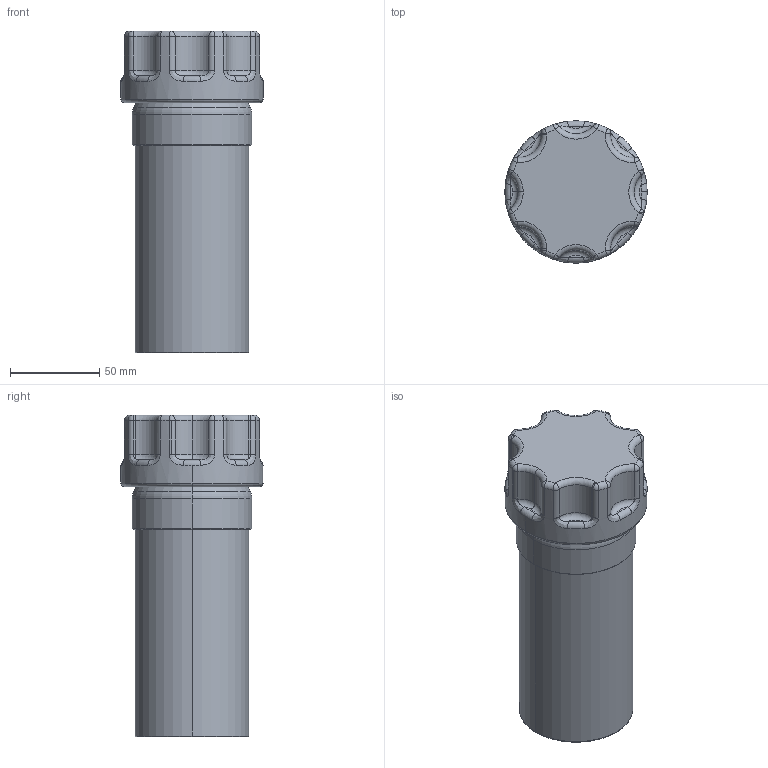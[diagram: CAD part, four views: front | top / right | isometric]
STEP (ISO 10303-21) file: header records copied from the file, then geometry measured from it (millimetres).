
FILE_DESCRIPTION(/* description */ ('Unknown'),/* implementation_level */ '2;1');
FILE_NAME(/* name */ 'OF.10700-001',/* time_stamp */ '2023-07-27T09:33:54+02:00',/* author */ ('Unknown'),/* organization */ ('Unknown'),/* preprocessor_version */ 'ST-DEVELOPER v18.102',/* originating_system */ 'Solid Edge',/* authorisation */ 'Unknown');
FILE_SCHEMA (('AUTOMOTIVE_DESIGN {1 0 10303 214 3 1 1}'));
Length unit declared in the file: millimetre
Products named in the file (2): 547_TRBS; TRBS
Assembly tree (1 placements, depth 2):
  547_TRBS
    TRBS
Bounding box: 79.53 x 79.53 x 180 mm (x, y, z)
Volume: 311908 mm3; surface area: 107423.8 mm2
Topology: 4 solids, 4 shells, 163 faces, 359 edges, 199 vertices
Faces by surface type: torus 53, cylinder 49, sphere 20, plane 19, bspline 16, cone 6
Entity records: 5691 total; most frequent: CARTESIAN_POINT 2091, DIRECTION 853, ORIENTED_EDGE 686, AXIS2_PLACEMENT_3D 395, EDGE_CURVE 343, CIRCLE 246, VERTEX_POINT 191, EDGE_LOOP 170
